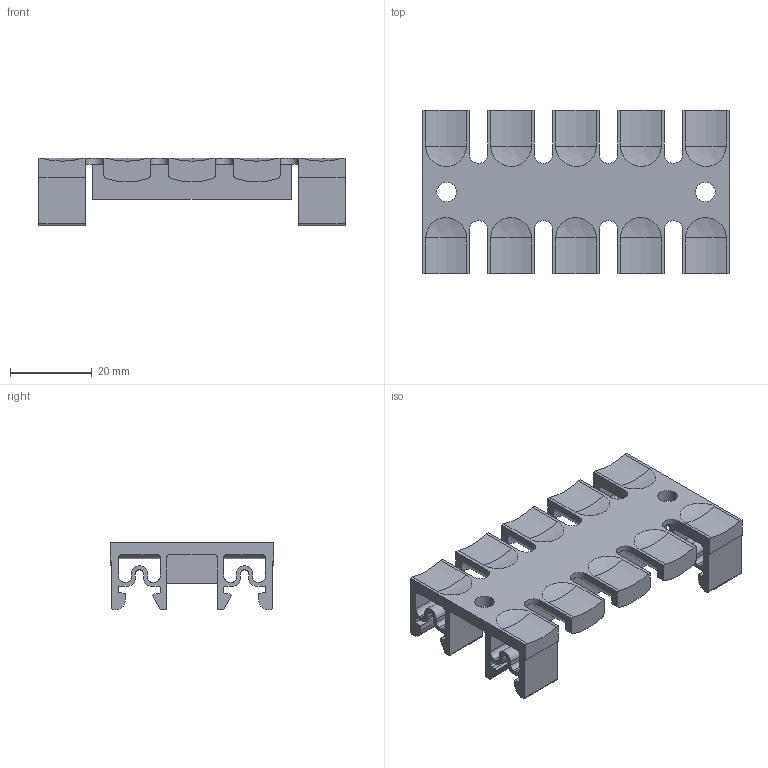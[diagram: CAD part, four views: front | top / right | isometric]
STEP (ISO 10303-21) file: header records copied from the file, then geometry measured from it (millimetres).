
FILE_DESCRIPTION (( 'STEP AP203' ), '1' );
FILE_NAME ('565514.step', '2020-12-17T18:35:43', ( '' ), ( '' ), 'SwSTEP 2.0', 'SolidWorks 2019', '' );
FILE_SCHEMA (( 'CONFIG_CONTROL_DESIGN' ));
Length unit declared in the file: inch
Products named in the file (1): 565514
Bounding box: 75 x 40 x 16.5 mm (x, y, z)
Volume: 12576.2 mm3; surface area: 13057 mm2
Topology: 1 solids, 1 shells, 311 faces, 913 edges, 606 vertices
Faces by surface type: plane 158, cylinder 143, bspline 10
Entity records: 10960 total; most frequent: CARTESIAN_POINT 2351, ORIENTED_EDGE 1826, DIRECTION 1801, EDGE_CURVE 913, LINE 609, VECTOR 609, VERTEX_POINT 606, AXIS2_PLACEMENT_3D 596
